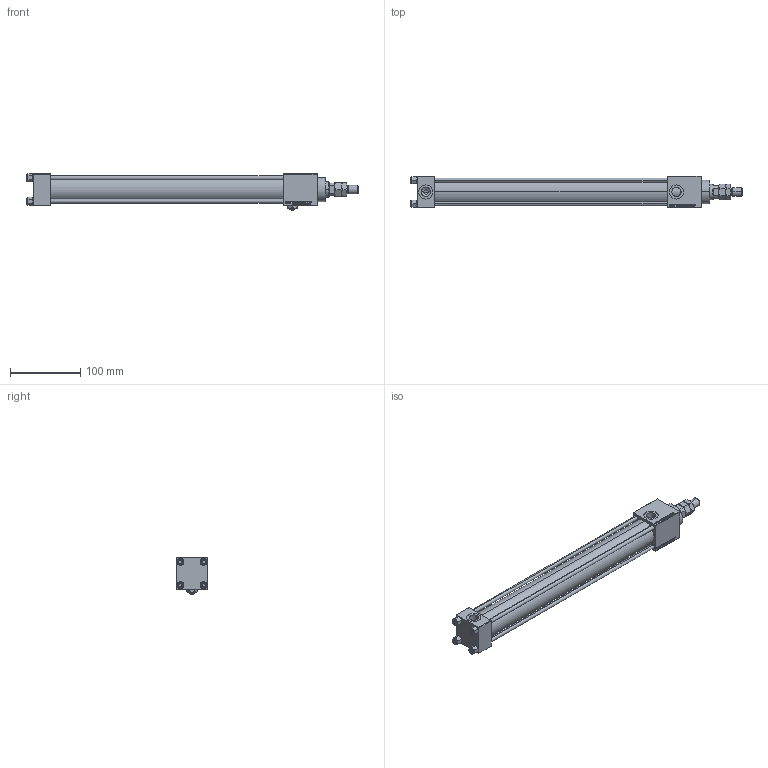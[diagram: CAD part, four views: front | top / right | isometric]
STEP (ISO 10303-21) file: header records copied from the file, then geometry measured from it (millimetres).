
FILE_DESCRIPTION (( 'STEP AP203' ), '1' );
FILE_NAME ('19a0.STEP', '2025-10-08T11:16:33', ( '' ), ( '' ), 'SwSTEP 2.0', 'SolidWorks 2019', '' );
FILE_SCHEMA (( 'CONFIG_CONTROL_DESIGN' ));
Length unit declared in the file: millimetre
Products named in the file (8): V215_VC_A e9e28d9cc92d0c18de9e7d4c6939b918; V215CR_C_Body e9e28d9cc92d0c18de9e7d4c6939b918; V215CR_VCP_C e9e28d9cc92d0c18de9e7d4c6939b918; NUT_M5_C e9e28d9cc92d0c18de9e7d4c6939b918; 19a0; Zatka_pro_OIL_PORT e9e28d9cc92d0c18de9e7d4c6939b918; MTA e9e28d9cc92d0c18de9e7d4c6939b918; V215CR_C_TYCINKA e9e28d9cc92d0c18de9e7d4c6939b918
Assembly tree (13 placements, depth 2):
  19a0
    V215CR_C_Body e9e28d9cc92d0c18de9e7d4c6939b918
    V215CR_VCP_C e9e28d9cc92d0c18de9e7d4c6939b918
    NUT_M5_C e9e28d9cc92d0c18de9e7d4c6939b918  x4
    V215CR_C_TYCINKA e9e28d9cc92d0c18de9e7d4c6939b918  x4
    V215_VC_A e9e28d9cc92d0c18de9e7d4c6939b918
    MTA e9e28d9cc92d0c18de9e7d4c6939b918
    Zatka_pro_OIL_PORT e9e28d9cc92d0c18de9e7d4c6939b918
Bounding box: 471 x 45 x 52 mm (x, y, z)
Volume: 446597.4 mm3; surface area: 176420.4 mm2
Topology: 13 solids, 13 shells, 1244 faces, 3087 edges, 1987 vertices
Faces by surface type: plane 564, bspline 392, cone 184, cylinder 94, torus 10
Entity records: 53454 total; most frequent: CARTESIAN_POINT 28184, ORIENTED_EDGE 5666, DIRECTION 3673, EDGE_CURVE 2833, VERTEX_POINT 1843, LINE 1651, VECTOR 1651, EDGE_LOOP 1256
